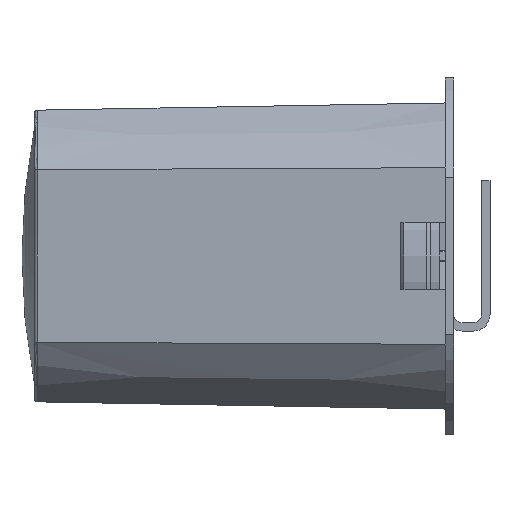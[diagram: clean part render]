
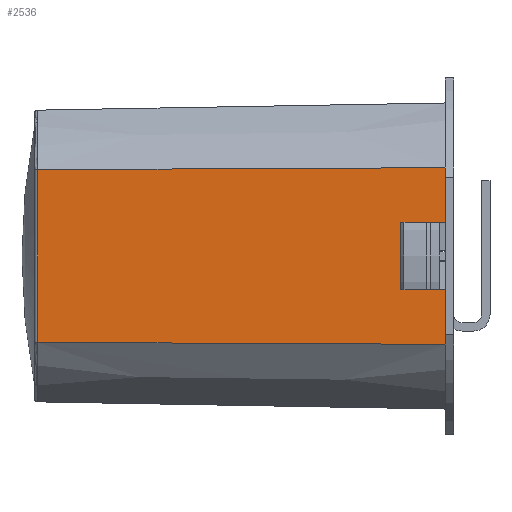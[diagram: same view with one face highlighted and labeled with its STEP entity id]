
A CAD part, left-side view. The second image highlights one B-rep face of the part: STEP entity #2536.
In plain terms, the highlighted planar face has unit normal (-1, 0.018, 0).
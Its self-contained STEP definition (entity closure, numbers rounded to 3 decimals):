
#290=B_SPLINE_CURVE_WITH_KNOTS('',3,(#4206,#4207,#4208,#4209),
 .UNSPECIFIED.,.F.,.F.,(4,4),(0.,0.073),
 .UNSPECIFIED.);
#291=B_SPLINE_CURVE_WITH_KNOTS('',3,(#4211,#4212,#4213,#4214),
 .UNSPECIFIED.,.F.,.F.,(4,4),(0.,0.073),
 .UNSPECIFIED.);
#609=ORIENTED_EDGE('',*,*,#1107,.F.);
#610=ORIENTED_EDGE('',*,*,#1198,.F.);
#611=ORIENTED_EDGE('',*,*,#1253,.F.);
#612=ORIENTED_EDGE('',*,*,#1292,.T.);
#613=ORIENTED_EDGE('',*,*,#1254,.F.);
#614=ORIENTED_EDGE('',*,*,#1229,.F.);
#615=ORIENTED_EDGE('',*,*,#1112,.F.);
#616=ORIENTED_EDGE('',*,*,#1293,.F.);
#1107=EDGE_CURVE('',#1492,#1493,#1740,.T.);
#1112=EDGE_CURVE('',#1497,#1494,#1745,.T.);
#1198=EDGE_CURVE('',#1581,#1492,#1783,.T.);
#1229=EDGE_CURVE('',#1494,#1600,#1796,.T.);
#1253=EDGE_CURVE('',#1613,#1581,#290,.T.);
#1254=EDGE_CURVE('',#1600,#1614,#291,.T.);
#1292=EDGE_CURVE('',#1613,#1614,#1818,.T.);
#1293=EDGE_CURVE('',#1493,#1497,#1819,.T.);
#1492=VERTEX_POINT('',#3790);
#1493=VERTEX_POINT('',#3792);
#1494=VERTEX_POINT('',#3796);
#1497=VERTEX_POINT('',#3801);
#1581=VERTEX_POINT('',#4078);
#1600=VERTEX_POINT('',#4149);
#1613=VERTEX_POINT('',#4205);
#1614=VERTEX_POINT('',#4215);
#1740=LINE('',#3791,#1922);
#1745=LINE('',#3802,#1927);
#1783=LINE('',#4079,#1965);
#1796=LINE('',#4148,#1978);
#1818=LINE('',#4313,#2000);
#1819=LINE('',#4314,#2001);
#1922=VECTOR('',#2988,1000.);
#1927=VECTOR('',#2995,1000.);
#1965=VECTOR('',#3087,1000.);
#1978=VECTOR('',#3144,1000.);
#2000=VECTOR('',#3264,1000.);
#2001=VECTOR('',#3265,1000.);
#2144=EDGE_LOOP('',(#609,#610,#611,#612,#613,#614,#615,#616));
#2309=FACE_BOUND('',#2144,.T.);
#2453=PLANE('',#2777);
#2536=ADVANCED_FACE('',(#2309),#2453,.T.);
#2777=AXIS2_PLACEMENT_3D('',#4312,#3262,#3263);
#2988=DIRECTION('',(0.018,1.,0.));
#2995=DIRECTION('',(-0.018,-1.,0.));
#3087=DIRECTION('',(0.,0.,-1.));
#3144=DIRECTION('',(0.,0.,-1.));
#3262=DIRECTION('',(-1.,0.018,0.));
#3263=DIRECTION('',(-0.018,-1.,0.));
#3264=DIRECTION('',(0.,0.,-1.));
#3265=DIRECTION('',(0.,0.,-1.));
#3790=CARTESIAN_POINT('',(-27.5,0.,6.075));
#3791=CARTESIAN_POINT('',(-27.5,0.,6.075));
#3792=CARTESIAN_POINT('',(-27.359,8.,6.075));
#3796=CARTESIAN_POINT('',(-27.5,0.,-6.075));
#3801=CARTESIAN_POINT('',(-27.359,8.,-6.075));
#3802=CARTESIAN_POINT('',(-27.5,0.,-6.075));
#4078=CARTESIAN_POINT('',(-27.5,0.,15.869));
#4079=CARTESIAN_POINT('',(-27.5,0.,20.));
#4148=CARTESIAN_POINT('',(-27.5,0.,20.));
#4149=CARTESIAN_POINT('',(-27.5,0.,-15.869));
#4205=CARTESIAN_POINT('',(-26.21,73.261,15.519));
#4206=CARTESIAN_POINT('',(-26.21,73.261,15.519));
#4207=CARTESIAN_POINT('',(-26.64,48.84,15.637));
#4208=CARTESIAN_POINT('',(-27.07,24.42,15.753));
#4209=CARTESIAN_POINT('',(-27.5,0.,15.869));
#4211=CARTESIAN_POINT('',(-27.5,0.,-15.869));
#4212=CARTESIAN_POINT('',(-27.07,24.42,-15.753));
#4213=CARTESIAN_POINT('',(-26.64,48.84,-15.637));
#4214=CARTESIAN_POINT('',(-26.21,73.261,-15.519));
#4215=CARTESIAN_POINT('',(-26.21,73.261,-15.519));
#4312=CARTESIAN_POINT('',(-27.5,0.,20.));
#4313=CARTESIAN_POINT('',(-26.21,73.261,20.));
#4314=CARTESIAN_POINT('',(-27.359,8.,20.));
